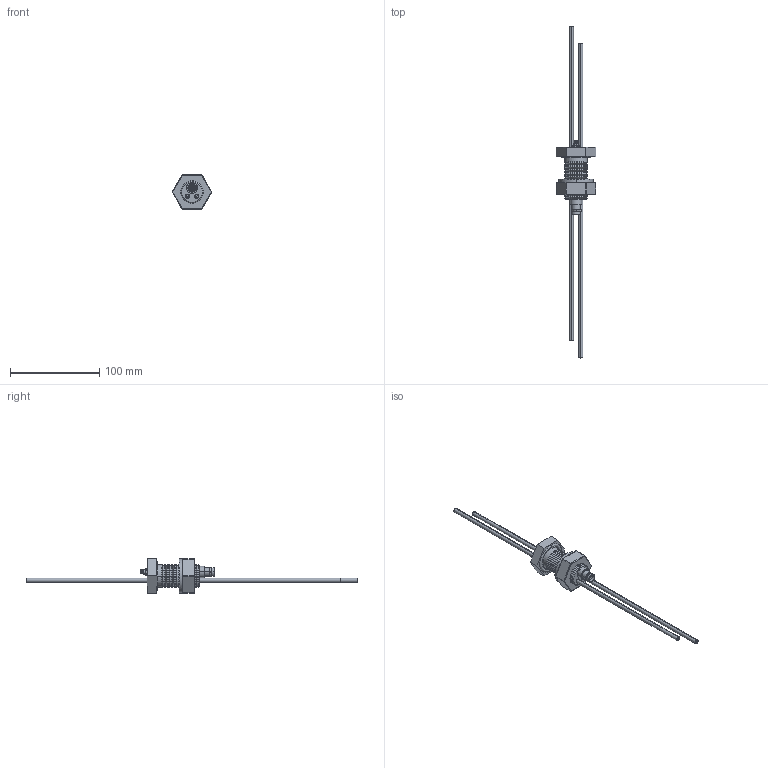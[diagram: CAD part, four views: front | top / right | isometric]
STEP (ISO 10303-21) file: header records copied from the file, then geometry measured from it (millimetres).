
FILE_DESCRIPTION (( 'STEP AP203' ), '1' );
FILE_NAME ('A7164-1-BP.STEP', '2012-04-09T16:40:30', ( '' ), ( '' ), 'SwSTEP 2.0', 'SolidWorks 2011', '' );
FILE_SCHEMA (( 'CONFIG_CONTROL_DESIGN' ));
Length unit declared in the file: inch
Products named in the file (1): A7164-1-BP
Bounding box: 43.99 x 371.48 x 38.12 mm (x, y, z)
Volume: 54013.9 mm3; surface area: 33365.4 mm2
Topology: 1 solids, 14 shells, 427 faces, 970 edges, 572 vertices
Faces by surface type: cone 188, cylinder 121, plane 88, bspline 30
Entity records: 12523 total; most frequent: CARTESIAN_POINT 2618, DIRECTION 2290, ORIENTED_EDGE 1916, EDGE_CURVE 958, AXIS2_PLACEMENT_3D 944, VERTEX_POINT 572, CIRCLE 546, EDGE_LOOP 468
